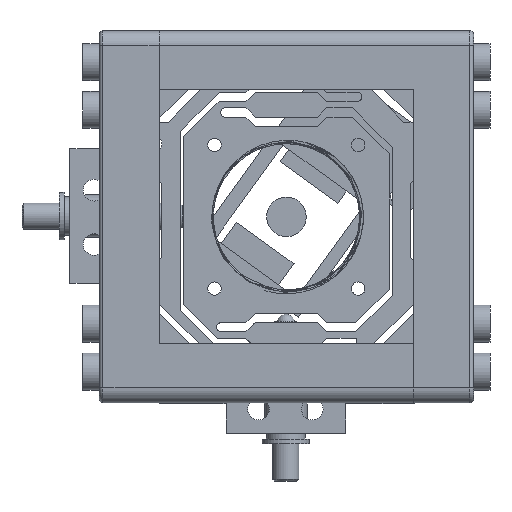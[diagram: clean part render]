
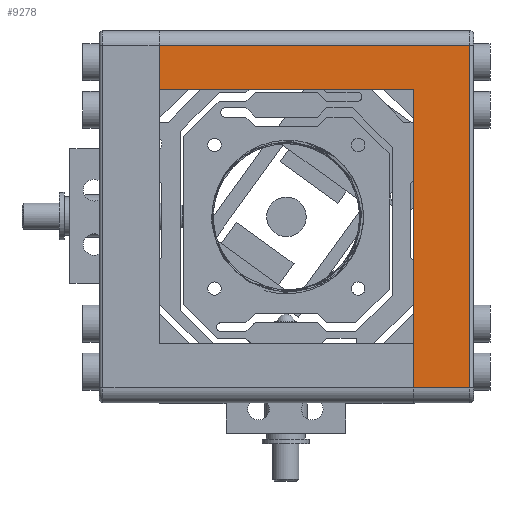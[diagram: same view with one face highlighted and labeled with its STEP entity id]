
A CAD part, left-side view. The second image highlights one B-rep face of the part: STEP entity #9278.
In plain terms, the highlighted face is planar.
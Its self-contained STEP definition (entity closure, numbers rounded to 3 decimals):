
#1286=FACE_OUTER_BOUND('',#1803,.T.);
#1803=EDGE_LOOP('',(#6957,#6958,#6959,#6960,#6961,#6962));
#2385=LINE('',#13798,#3322);
#2387=LINE('',#13801,#3324);
#2389=LINE('',#13807,#3326);
#2400=LINE('',#13830,#3337);
#2446=LINE('',#13931,#3383);
#2448=LINE('',#13934,#3385);
#3322=VECTOR('',#11318,10.);
#3324=VECTOR('',#11322,10.);
#3326=VECTOR('',#11328,10.);
#3337=VECTOR('',#11349,10.);
#3383=VECTOR('',#11451,10.);
#3385=VECTOR('',#11455,10.);
#4274=VERTEX_POINT('',#13767);
#4281=VERTEX_POINT('',#13789);
#4283=VERTEX_POINT('',#13796);
#4284=VERTEX_POINT('',#13803);
#4292=VERTEX_POINT('',#13829);
#4319=VERTEX_POINT('',#13930);
#5234=EDGE_CURVE('',#4283,#4281,#2385,.T.);
#5236=EDGE_CURVE('',#4281,#4274,#2387,.T.);
#5239=EDGE_CURVE('',#4274,#4284,#2389,.T.);
#5251=EDGE_CURVE('',#4284,#4292,#2400,.T.);
#5301=EDGE_CURVE('',#4292,#4319,#2446,.T.);
#5303=EDGE_CURVE('',#4319,#4283,#2448,.T.);
#6957=ORIENTED_EDGE('',*,*,#5234,.F.);
#6958=ORIENTED_EDGE('',*,*,#5303,.F.);
#6959=ORIENTED_EDGE('',*,*,#5301,.F.);
#6960=ORIENTED_EDGE('',*,*,#5251,.F.);
#6961=ORIENTED_EDGE('',*,*,#5239,.F.);
#6962=ORIENTED_EDGE('',*,*,#5236,.F.);
#8903=PLANE('',#10160);
#9278=ADVANCED_FACE('',(#1286),#8903,.T.);
#10160=AXIS2_PLACEMENT_3D('',#13943,#11469,#11470);
#11318=DIRECTION('',(0.,0.,-1.));
#11322=DIRECTION('',(-1.,0.,0.));
#11328=DIRECTION('',(0.,0.,1.));
#11349=DIRECTION('',(1.,0.,0.));
#11451=DIRECTION('',(0.,0.,1.));
#11455=DIRECTION('',(1.,0.,0.));
#11469=DIRECTION('center_axis',(0.,-1.,0.));
#11470=DIRECTION('ref_axis',(1.,0.,0.));
#13767=CARTESIAN_POINT('',(-22.9,-24.9,0.5));
#13789=CARTESIAN_POINT('',(22.9,-24.9,0.5));
#13796=CARTESIAN_POINT('',(22.9,-24.9,42.1));
#13798=CARTESIAN_POINT('',(22.9,-24.9,0.));
#13801=CARTESIAN_POINT('',(-12.45,-24.9,0.5));
#13803=CARTESIAN_POINT('',(-22.9,-24.9,8.));
#13807=CARTESIAN_POINT('',(-22.9,-24.9,0.));
#13829=CARTESIAN_POINT('',(17.02,-24.9,8.));
#13830=CARTESIAN_POINT('',(24.9,-24.9,8.));
#13930=CARTESIAN_POINT('',(17.02,-24.9,42.1));
#13931=CARTESIAN_POINT('',(17.02,-24.9,8.));
#13934=CARTESIAN_POINT('',(17.02,-24.9,42.1));
#13943=CARTESIAN_POINT('Origin',(-24.9,-24.9,0.));
